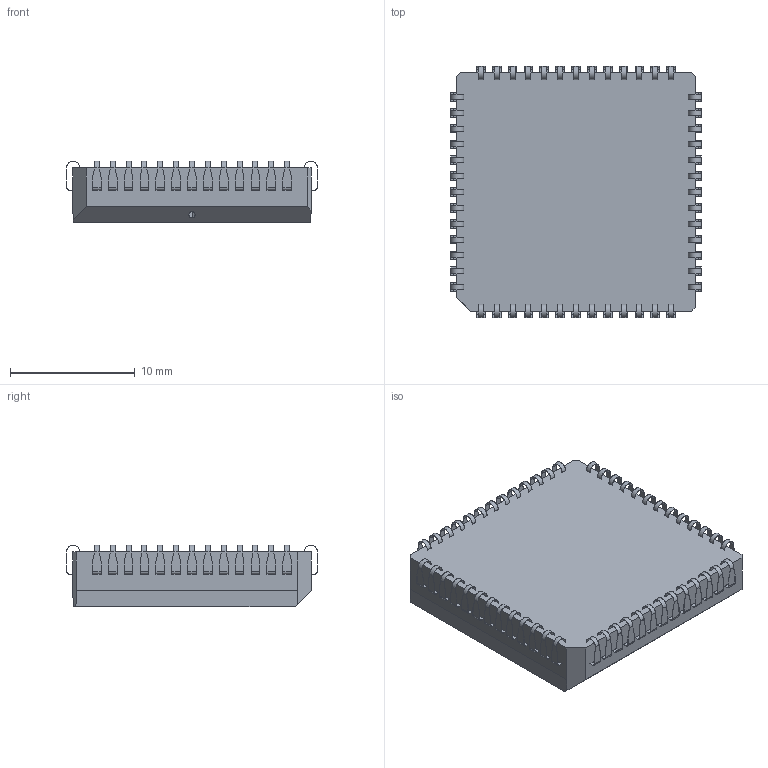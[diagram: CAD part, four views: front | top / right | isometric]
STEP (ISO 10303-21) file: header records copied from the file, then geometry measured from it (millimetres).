
FILE_DESCRIPTION (( 'STEP AP214' ), '1' );
FILE_NAME ('CBD808EE-F392-425B-9134-BC0A633ECEF5.STEP', '2024-02-25T14:17:31', ( '' ), ( '' ), 'SwSTEP 2.0', 'SolidWorks 2022', '' );
FILE_SCHEMA (( 'AUTOMOTIVE_DESIGN' ));
Length unit declared in the file: millimetre
Products named in the file (1): CBD808EE-F392-425B-9134-BC0A633ECEF5
Bounding box: 20.1 x 20.1 x 4.93 mm (x, y, z)
Volume: 1586.8 mm3; surface area: 1262 mm2
Topology: 1 solids, 1 shells, 745 faces, 2226 edges, 1484 vertices
Faces by surface type: plane 535, cylinder 210
Entity records: 25367 total; most frequent: CARTESIAN_POINT 4462, ORIENTED_EDGE 4452, DIRECTION 4134, EDGE_CURVE 2226, VECTOR 1806, LINE 1806, VERTEX_POINT 1484, AXIS2_PLACEMENT_3D 1164
